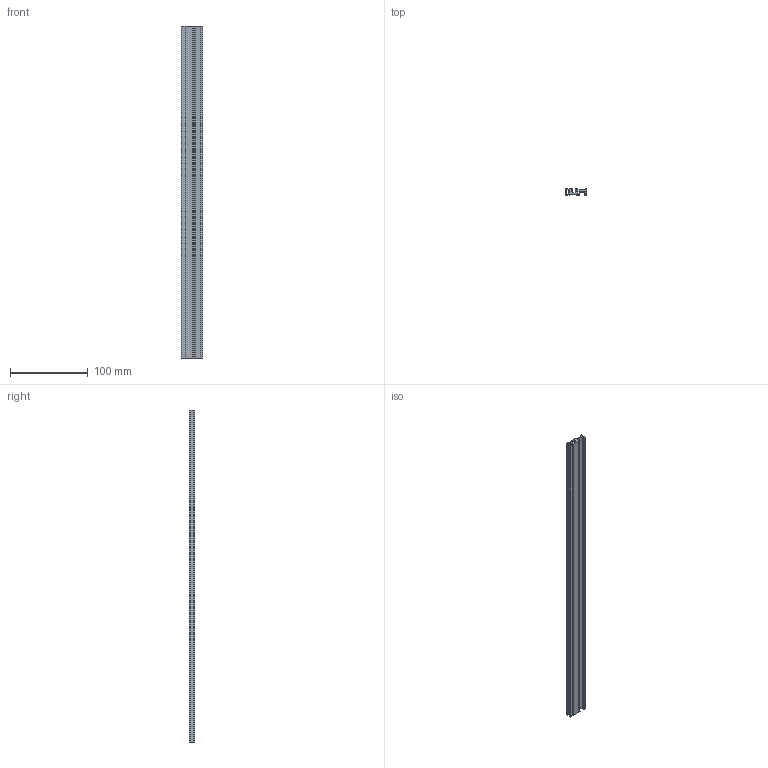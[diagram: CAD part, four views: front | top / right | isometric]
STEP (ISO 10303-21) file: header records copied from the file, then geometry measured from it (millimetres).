
FILE_DESCRIPTION(/* description */ (''),/* implementation_level */ '2;1');
FILE_NAME(/* name */ 'Rail_TypeB.stp',/* time_stamp */ '2021-06-17T15:34:38+02:00',/* author */ ('joanh'),/* organization */ (''),/* preprocessor_version */ 'ST-DEVELOPER v18.1',/* originating_system */ 'Autodesk Inventor 2021',/* authorisation */ '');
FILE_SCHEMA (('AUTOMOTIVE_DESIGN { 1 0 10303 214 3 1 1 }'));
Length unit declared in the file: millimetre
Products named in the file (1): Rail_TypeB
Bounding box: 27.5 x 7.5 x 426.72 mm (x, y, z)
Volume: 44822.1 mm3; surface area: 50499.4 mm2
Topology: 1 solids, 1 shells, 90 faces, 264 edges, 176 vertices
Faces by surface type: plane 46, cylinder 44
Entity records: 3057 total; most frequent: DIRECTION 534, CARTESIAN_POINT 531, ORIENTED_EDGE 528, EDGE_CURVE 264, AXIS2_PLACEMENT_3D 179, LINE 176, VECTOR 176, VERTEX_POINT 176
